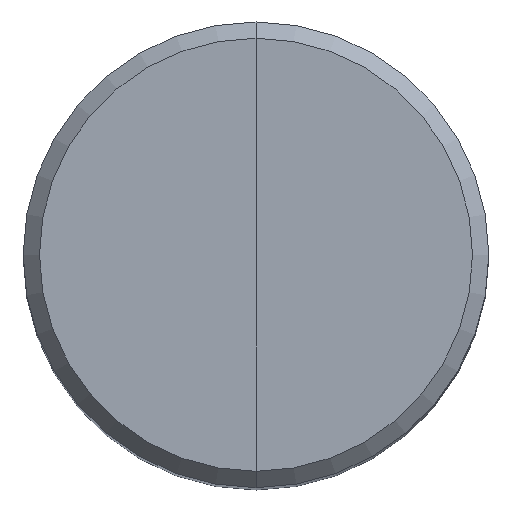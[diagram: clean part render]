
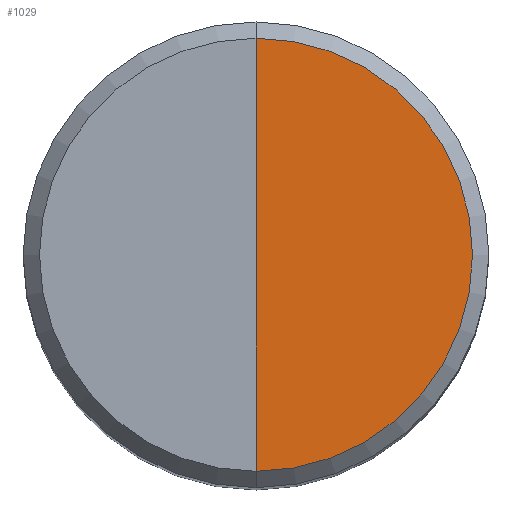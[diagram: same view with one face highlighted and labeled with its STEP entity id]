
A CAD part, top view. The second image highlights one B-rep face of the part: STEP entity #1029.
In plain terms, the highlighted planar face has unit normal (0, 0, 1).
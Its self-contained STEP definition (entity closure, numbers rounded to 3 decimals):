
#915 = CONICAL_SURFACE('',#916,10.,0.785);
#916 = AXIS2_PLACEMENT_3D('',#917,#918,#919);
#917 = CARTESIAN_POINT('',(0.,0.,-0.7));
#918 = DIRECTION('',(-0.,-0.,-1.));
#919 = DIRECTION('',(0.,-1.,0.));
#953 = VERTEX_POINT('',#954);
#954 = CARTESIAN_POINT('',(0.,9.3,0.));
#980 = EDGE_CURVE('',#981,#953,#983,.T.);
#981 = VERTEX_POINT('',#982);
#982 = CARTESIAN_POINT('',(0.,-9.3,0.));
#983 = SURFACE_CURVE('',#984,(#989,#996),.PCURVE_S1.);
#984 = CIRCLE('',#985,9.3);
#985 = AXIS2_PLACEMENT_3D('',#986,#987,#988);
#986 = CARTESIAN_POINT('',(0.,0.,0.));
#987 = DIRECTION('',(0.,0.,1.));
#988 = DIRECTION('',(0.,-1.,0.));
#989 = PCURVE('',#915,#990);
#990 = DEFINITIONAL_REPRESENTATION('',(#991),#995);
#991 = LINE('',#992,#993);
#992 = CARTESIAN_POINT('',(-0.,-0.7));
#993 = VECTOR('',#994,1.);
#994 = DIRECTION('',(-1.,-0.));
#995 = ( GEOMETRIC_REPRESENTATION_CONTEXT(2) 
PARAMETRIC_REPRESENTATION_CONTEXT() REPRESENTATION_CONTEXT('2D SPACE',''
  ) );
#996 = PCURVE('',#997,#1002);
#997 = PLANE('',#998);
#998 = AXIS2_PLACEMENT_3D('',#999,#1000,#1001);
#999 = CARTESIAN_POINT('',(0.,0.,0.));
#1000 = DIRECTION('',(0.,0.,1.));
#1001 = DIRECTION('',(0.,-1.,0.));
#1002 = DEFINITIONAL_REPRESENTATION('',(#1003),#1007);
#1003 = CIRCLE('',#1004,9.3);
#1004 = AXIS2_PLACEMENT_2D('',#1005,#1006);
#1005 = CARTESIAN_POINT('',(0.,0.));
#1006 = DIRECTION('',(1.,0.));
#1007 = ( GEOMETRIC_REPRESENTATION_CONTEXT(2) 
PARAMETRIC_REPRESENTATION_CONTEXT() REPRESENTATION_CONTEXT('2D SPACE',''
  ) );
#1029 = ADVANCED_FACE('',(#1030),#997,.T.);
#1030 = FACE_BOUND('',#1031,.T.);
#1031 = EDGE_LOOP('',(#1032,#1033,#1061));
#1032 = ORIENTED_EDGE('',*,*,#980,.T.);
#1033 = ORIENTED_EDGE('',*,*,#1034,.T.);
#1034 = EDGE_CURVE('',#953,#1035,#1037,.T.);
#1035 = VERTEX_POINT('',#1036);
#1036 = CARTESIAN_POINT('',(0.,0.,0.));
#1037 = SURFACE_CURVE('',#1038,(#1042,#1049),.PCURVE_S1.);
#1038 = LINE('',#1039,#1040);
#1039 = CARTESIAN_POINT('',(0.,9.3,0.));
#1040 = VECTOR('',#1041,1.);
#1041 = DIRECTION('',(0.,-1.,0.));
#1042 = PCURVE('',#997,#1043);
#1043 = DEFINITIONAL_REPRESENTATION('',(#1044),#1048);
#1044 = LINE('',#1045,#1046);
#1045 = CARTESIAN_POINT('',(-9.3,0.));
#1046 = VECTOR('',#1047,1.);
#1047 = DIRECTION('',(1.,0.));
#1048 = ( GEOMETRIC_REPRESENTATION_CONTEXT(2) 
PARAMETRIC_REPRESENTATION_CONTEXT() REPRESENTATION_CONTEXT('2D SPACE',''
  ) );
#1049 = PCURVE('',#1050,#1055);
#1050 = PLANE('',#1051);
#1051 = AXIS2_PLACEMENT_3D('',#1052,#1053,#1054);
#1052 = CARTESIAN_POINT('',(0.,0.,0.));
#1053 = DIRECTION('',(-0.,-0.,-1.));
#1054 = DIRECTION('',(0.,-1.,0.));
#1055 = DEFINITIONAL_REPRESENTATION('',(#1056),#1060);
#1056 = LINE('',#1057,#1058);
#1057 = CARTESIAN_POINT('',(-9.3,0.));
#1058 = VECTOR('',#1059,1.);
#1059 = DIRECTION('',(1.,0.));
#1060 = ( GEOMETRIC_REPRESENTATION_CONTEXT(2) 
PARAMETRIC_REPRESENTATION_CONTEXT() REPRESENTATION_CONTEXT('2D SPACE',''
  ) );
#1061 = ORIENTED_EDGE('',*,*,#1062,.F.);
#1062 = EDGE_CURVE('',#981,#1035,#1063,.T.);
#1063 = SURFACE_CURVE('',#1064,(#1068,#1075),.PCURVE_S1.);
#1064 = LINE('',#1065,#1066);
#1065 = CARTESIAN_POINT('',(0.,-9.3,0.));
#1066 = VECTOR('',#1067,1.);
#1067 = DIRECTION('',(0.,1.,0.));
#1068 = PCURVE('',#997,#1069);
#1069 = DEFINITIONAL_REPRESENTATION('',(#1070),#1074);
#1070 = LINE('',#1071,#1072);
#1071 = CARTESIAN_POINT('',(9.3,0.));
#1072 = VECTOR('',#1073,1.);
#1073 = DIRECTION('',(-1.,0.));
#1074 = ( GEOMETRIC_REPRESENTATION_CONTEXT(2) 
PARAMETRIC_REPRESENTATION_CONTEXT() REPRESENTATION_CONTEXT('2D SPACE',''
  ) );
#1075 = PCURVE('',#1050,#1076);
#1076 = DEFINITIONAL_REPRESENTATION('',(#1077),#1081);
#1077 = LINE('',#1078,#1079);
#1078 = CARTESIAN_POINT('',(9.3,0.));
#1079 = VECTOR('',#1080,1.);
#1080 = DIRECTION('',(-1.,0.));
#1081 = ( GEOMETRIC_REPRESENTATION_CONTEXT(2) 
PARAMETRIC_REPRESENTATION_CONTEXT() REPRESENTATION_CONTEXT('2D SPACE',''
  ) );
